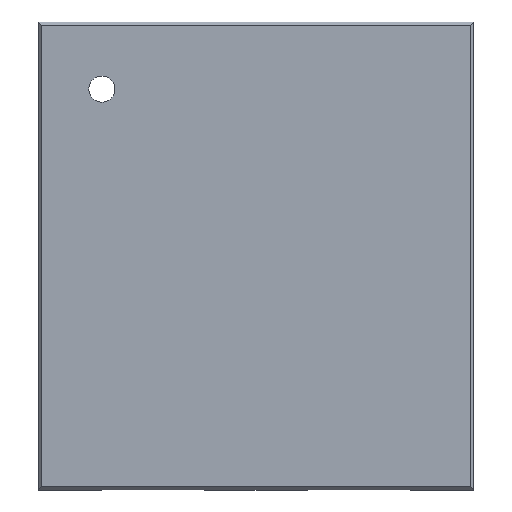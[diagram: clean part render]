
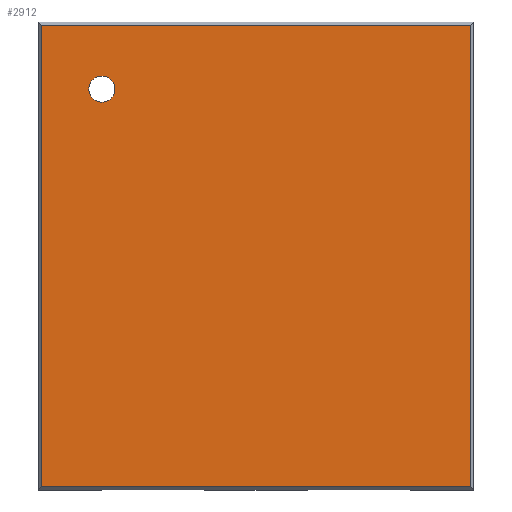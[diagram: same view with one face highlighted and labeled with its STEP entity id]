
A CAD part, top view. The second image highlights one B-rep face of the part: STEP entity #2912.
In plain terms, the highlighted planar face has unit normal (0, 0, 1).
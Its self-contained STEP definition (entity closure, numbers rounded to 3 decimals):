
#72 = PLANE('',#73);
#73 = AXIS2_PLACEMENT_3D('',#74,#75,#76);
#74 = CARTESIAN_POINT('',(-6.35,6.78,2.49));
#75 = DIRECTION('',(0.,-0.707,-0.707));
#76 = DIRECTION('',(1.,0.,0.));
#397 = PLANE('',#398);
#398 = AXIS2_PLACEMENT_3D('',#399,#400,#401);
#399 = CARTESIAN_POINT('',(-6.3,-6.83,2.49));
#400 = DIRECTION('',(0.707,0.,-0.707));
#401 = DIRECTION('',(0.,1.,0.));
#1216 = PLANE('',#1217);
#1217 = AXIS2_PLACEMENT_3D('',#1218,#1219,#1220);
#1218 = CARTESIAN_POINT('',(6.3,6.83,2.49));
#1219 = DIRECTION('',(-0.707,0.,-0.707));
#1220 = DIRECTION('',(0.,-1.,0.));
#1461 = VERTEX_POINT('',#1462);
#1462 = CARTESIAN_POINT('',(-6.25,6.73,2.54));
#1485 = VERTEX_POINT('',#1486);
#1486 = CARTESIAN_POINT('',(6.25,6.73,2.54));
#1507 = EDGE_CURVE('',#1461,#1485,#1508,.T.);
#1508 = SURFACE_CURVE('',#1509,(#1513,#1520),.PCURVE_S1.);
#1509 = LINE('',#1510,#1511);
#1510 = CARTESIAN_POINT('',(-6.35,6.73,2.54));
#1511 = VECTOR('',#1512,1.);
#1512 = DIRECTION('',(1.,0.,0.));
#1513 = PCURVE('',#72,#1514);
#1514 = DEFINITIONAL_REPRESENTATION('',(#1515),#1519);
#1515 = LINE('',#1516,#1517);
#1516 = CARTESIAN_POINT('',(0.,0.071));
#1517 = VECTOR('',#1518,1.);
#1518 = DIRECTION('',(1.,0.));
#1519 = ( GEOMETRIC_REPRESENTATION_CONTEXT(2) 
PARAMETRIC_REPRESENTATION_CONTEXT() REPRESENTATION_CONTEXT('2D SPACE',''
  ) );
#1520 = PCURVE('',#1521,#1526);
#1521 = PLANE('',#1522);
#1522 = AXIS2_PLACEMENT_3D('',#1523,#1524,#1525);
#1523 = CARTESIAN_POINT('',(0.,0.,2.54)
  );
#1524 = DIRECTION('',(-0.,-0.,-1.));
#1525 = DIRECTION('',(-1.,0.,0.));
#1526 = DEFINITIONAL_REPRESENTATION('',(#1527),#1531);
#1527 = LINE('',#1528,#1529);
#1528 = CARTESIAN_POINT('',(6.35,6.73));
#1529 = VECTOR('',#1530,1.);
#1530 = DIRECTION('',(-1.,0.));
#1531 = ( GEOMETRIC_REPRESENTATION_CONTEXT(2) 
PARAMETRIC_REPRESENTATION_CONTEXT() REPRESENTATION_CONTEXT('2D SPACE',''
  ) );
#1551 = PLANE('',#1552);
#1552 = AXIS2_PLACEMENT_3D('',#1553,#1554,#1555);
#1553 = CARTESIAN_POINT('',(6.35,-6.78,2.49));
#1554 = DIRECTION('',(0.,0.707,-0.707));
#1555 = DIRECTION('',(-1.,0.,0.));
#2217 = VERTEX_POINT('',#2218);
#2218 = CARTESIAN_POINT('',(-6.25,-6.73,2.54));
#2241 = EDGE_CURVE('',#2217,#1461,#2242,.T.);
#2242 = SURFACE_CURVE('',#2243,(#2247,#2254),.PCURVE_S1.);
#2243 = LINE('',#2244,#2245);
#2244 = CARTESIAN_POINT('',(-6.25,-6.83,2.54));
#2245 = VECTOR('',#2246,1.);
#2246 = DIRECTION('',(0.,1.,0.));
#2247 = PCURVE('',#397,#2248);
#2248 = DEFINITIONAL_REPRESENTATION('',(#2249),#2253);
#2249 = LINE('',#2250,#2251);
#2250 = CARTESIAN_POINT('',(0.,0.071));
#2251 = VECTOR('',#2252,1.);
#2252 = DIRECTION('',(1.,0.));
#2253 = ( GEOMETRIC_REPRESENTATION_CONTEXT(2) 
PARAMETRIC_REPRESENTATION_CONTEXT() REPRESENTATION_CONTEXT('2D SPACE',''
  ) );
#2254 = PCURVE('',#1521,#2255);
#2255 = DEFINITIONAL_REPRESENTATION('',(#2256),#2260);
#2256 = LINE('',#2257,#2258);
#2257 = CARTESIAN_POINT('',(6.25,-6.83));
#2258 = VECTOR('',#2259,1.);
#2259 = DIRECTION('',(0.,1.));
#2260 = ( GEOMETRIC_REPRESENTATION_CONTEXT(2) 
PARAMETRIC_REPRESENTATION_CONTEXT() REPRESENTATION_CONTEXT('2D SPACE',''
  ) );
#2870 = VERTEX_POINT('',#2871);
#2871 = CARTESIAN_POINT('',(6.25,-6.73,2.54));
#2892 = EDGE_CURVE('',#1485,#2870,#2893,.T.);
#2893 = SURFACE_CURVE('',#2894,(#2898,#2905),.PCURVE_S1.);
#2894 = LINE('',#2895,#2896);
#2895 = CARTESIAN_POINT('',(6.25,6.83,2.54));
#2896 = VECTOR('',#2897,1.);
#2897 = DIRECTION('',(0.,-1.,0.));
#2898 = PCURVE('',#1216,#2899);
#2899 = DEFINITIONAL_REPRESENTATION('',(#2900),#2904);
#2900 = LINE('',#2901,#2902);
#2901 = CARTESIAN_POINT('',(0.,0.071));
#2902 = VECTOR('',#2903,1.);
#2903 = DIRECTION('',(1.,0.));
#2904 = ( GEOMETRIC_REPRESENTATION_CONTEXT(2) 
PARAMETRIC_REPRESENTATION_CONTEXT() REPRESENTATION_CONTEXT('2D SPACE',''
  ) );
#2905 = PCURVE('',#1521,#2906);
#2906 = DEFINITIONAL_REPRESENTATION('',(#2907),#2911);
#2907 = LINE('',#2908,#2909);
#2908 = CARTESIAN_POINT('',(-6.25,6.83));
#2909 = VECTOR('',#2910,1.);
#2910 = DIRECTION('',(0.,-1.));
#2911 = ( GEOMETRIC_REPRESENTATION_CONTEXT(2) 
PARAMETRIC_REPRESENTATION_CONTEXT() REPRESENTATION_CONTEXT('2D SPACE',''
  ) );
#2912 = ADVANCED_FACE('',(#2913,#2939),#1521,.F.);
#2913 = FACE_BOUND('',#2914,.F.);
#2914 = EDGE_LOOP('',(#2915,#2916,#2917,#2918));
#2915 = ORIENTED_EDGE('',*,*,#2241,.T.);
#2916 = ORIENTED_EDGE('',*,*,#1507,.T.);
#2917 = ORIENTED_EDGE('',*,*,#2892,.T.);
#2918 = ORIENTED_EDGE('',*,*,#2919,.T.);
#2919 = EDGE_CURVE('',#2870,#2217,#2920,.T.);
#2920 = SURFACE_CURVE('',#2921,(#2925,#2932),.PCURVE_S1.);
#2921 = LINE('',#2922,#2923);
#2922 = CARTESIAN_POINT('',(6.35,-6.73,2.54));
#2923 = VECTOR('',#2924,1.);
#2924 = DIRECTION('',(-1.,0.,0.));
#2925 = PCURVE('',#1521,#2926);
#2926 = DEFINITIONAL_REPRESENTATION('',(#2927),#2931);
#2927 = LINE('',#2928,#2929);
#2928 = CARTESIAN_POINT('',(-6.35,-6.73));
#2929 = VECTOR('',#2930,1.);
#2930 = DIRECTION('',(1.,0.));
#2931 = ( GEOMETRIC_REPRESENTATION_CONTEXT(2) 
PARAMETRIC_REPRESENTATION_CONTEXT() REPRESENTATION_CONTEXT('2D SPACE',''
  ) );
#2932 = PCURVE('',#1551,#2933);
#2933 = DEFINITIONAL_REPRESENTATION('',(#2934),#2938);
#2934 = LINE('',#2935,#2936);
#2935 = CARTESIAN_POINT('',(0.,0.071));
#2936 = VECTOR('',#2937,1.);
#2937 = DIRECTION('',(1.,0.));
#2938 = ( GEOMETRIC_REPRESENTATION_CONTEXT(2) 
PARAMETRIC_REPRESENTATION_CONTEXT() REPRESENTATION_CONTEXT('2D SPACE',''
  ) );
#2939 = FACE_BOUND('',#2940,.F.);
#2940 = EDGE_LOOP('',(#2941));
#2941 = ORIENTED_EDGE('',*,*,#2942,.T.);
#2942 = EDGE_CURVE('',#2943,#2943,#2945,.T.);
#2943 = VERTEX_POINT('',#2944);
#2944 = CARTESIAN_POINT('',(-4.12,4.87,2.54));
#2945 = SURFACE_CURVE('',#2946,(#2951,#2962),.PCURVE_S1.);
#2946 = CIRCLE('',#2947,0.38);
#2947 = AXIS2_PLACEMENT_3D('',#2948,#2949,#2950);
#2948 = CARTESIAN_POINT('',(-4.5,4.87,2.54));
#2949 = DIRECTION('',(0.,0.,1.));
#2950 = DIRECTION('',(1.,0.,0.));
#2951 = PCURVE('',#1521,#2952);
#2952 = DEFINITIONAL_REPRESENTATION('',(#2953),#2961);
#2953 = ( BOUNDED_CURVE() B_SPLINE_CURVE(2,(#2954,#2955,#2956,#2957,
#2958,#2959,#2960),.UNSPECIFIED.,.T.,.F.) B_SPLINE_CURVE_WITH_KNOTS((1,2
    ,2,2,2,1),(-2.094,0.,2.094,4.189,
6.283,8.378),.UNSPECIFIED.) CURVE() 
GEOMETRIC_REPRESENTATION_ITEM() RATIONAL_B_SPLINE_CURVE((1.,0.5,1.,0.5,
1.,0.5,1.)) REPRESENTATION_ITEM('') );
#2954 = CARTESIAN_POINT('',(4.12,4.87));
#2955 = CARTESIAN_POINT('',(4.12,5.528));
#2956 = CARTESIAN_POINT('',(4.69,5.199));
#2957 = CARTESIAN_POINT('',(5.26,4.87));
#2958 = CARTESIAN_POINT('',(4.69,4.541));
#2959 = CARTESIAN_POINT('',(4.12,4.212));
#2960 = CARTESIAN_POINT('',(4.12,4.87));
#2961 = ( GEOMETRIC_REPRESENTATION_CONTEXT(2) 
PARAMETRIC_REPRESENTATION_CONTEXT() REPRESENTATION_CONTEXT('2D SPACE',''
  ) );
#2962 = PCURVE('',#2963,#2968);
#2963 = CYLINDRICAL_SURFACE('',#2964,0.38);
#2964 = AXIS2_PLACEMENT_3D('',#2965,#2966,#2967);
#2965 = CARTESIAN_POINT('',(-4.5,4.87,2.54));
#2966 = DIRECTION('',(0.,0.,1.));
#2967 = DIRECTION('',(1.,0.,0.));
#2968 = DEFINITIONAL_REPRESENTATION('',(#2969),#2973);
#2969 = LINE('',#2970,#2971);
#2970 = CARTESIAN_POINT('',(0.,0.));
#2971 = VECTOR('',#2972,1.);
#2972 = DIRECTION('',(1.,0.));
#2973 = ( GEOMETRIC_REPRESENTATION_CONTEXT(2) 
PARAMETRIC_REPRESENTATION_CONTEXT() REPRESENTATION_CONTEXT('2D SPACE',''
  ) );
